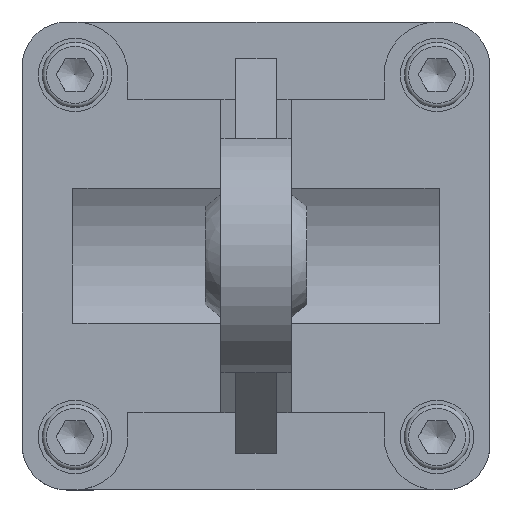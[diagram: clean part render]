
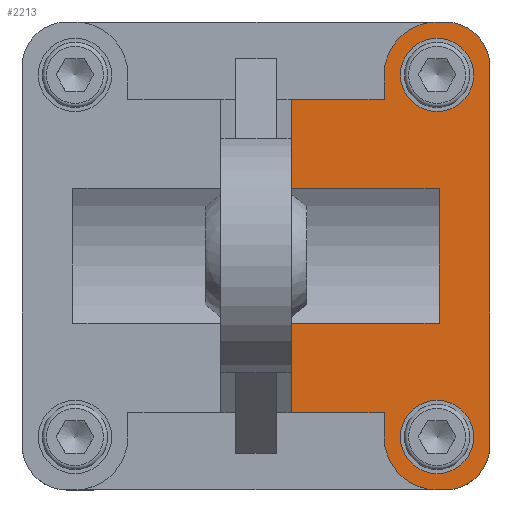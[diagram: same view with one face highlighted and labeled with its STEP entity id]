
A CAD part, top view. The second image highlights one B-rep face of the part: STEP entity #2213.
In plain terms, the highlighted planar face has unit normal (0, 0, 1).
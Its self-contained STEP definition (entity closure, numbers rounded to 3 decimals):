
#64=FACE_BOUND('',#289,.T.);
#65=FACE_BOUND('',#290,.T.);
#92=PLANE('',#2360);
#167=FACE_OUTER_BOUND('',#288,.T.);
#288=EDGE_LOOP('',(#1430,#1431,#1432,#1433,#1434,#1435,#1436,#1437,#1438,
#1439,#1440,#1441,#1442,#1443,#1444,#1445));
#289=EDGE_LOOP('',(#1446,#1447));
#290=EDGE_LOOP('',(#1448,#1449));
#434=LINE('',#3263,#598);
#435=LINE('',#3266,#599);
#436=LINE('',#3268,#600);
#437=LINE('',#3271,#601);
#438=LINE('',#3273,#602);
#439=LINE('',#3275,#603);
#440=LINE('',#3279,#604);
#441=LINE('',#3283,#605);
#442=LINE('',#3287,#606);
#443=LINE('',#3291,#607);
#444=LINE('',#3293,#608);
#445=LINE('',#3294,#609);
#598=VECTOR('',#2607,10.);
#599=VECTOR('',#2610,10.);
#600=VECTOR('',#2613,10.);
#601=VECTOR('',#2616,10.);
#602=VECTOR('',#2617,10.);
#603=VECTOR('',#2618,10.);
#604=VECTOR('',#2621,10.);
#605=VECTOR('',#2624,10.);
#606=VECTOR('',#2627,10.);
#607=VECTOR('',#2630,10.);
#608=VECTOR('',#2631,10.);
#609=VECTOR('',#2632,10.);
#764=CIRCLE('',#2361,13.);
#765=CIRCLE('',#2362,11.);
#766=CIRCLE('',#2363,11.);
#767=CIRCLE('',#2364,13.);
#768=CIRCLE('',#2365,9.);
#769=CIRCLE('',#2366,9.);
#770=CIRCLE('',#2367,9.);
#771=CIRCLE('',#2368,9.);
#886=VERTEX_POINT('',#3259);
#887=VERTEX_POINT('',#3260);
#888=VERTEX_POINT('',#3262);
#889=VERTEX_POINT('',#3264);
#890=VERTEX_POINT('',#3270);
#891=VERTEX_POINT('',#3272);
#892=VERTEX_POINT('',#3274);
#893=VERTEX_POINT('',#3276);
#894=VERTEX_POINT('',#3278);
#895=VERTEX_POINT('',#3280);
#896=VERTEX_POINT('',#3282);
#897=VERTEX_POINT('',#3284);
#898=VERTEX_POINT('',#3286);
#899=VERTEX_POINT('',#3288);
#900=VERTEX_POINT('',#3290);
#901=VERTEX_POINT('',#3292);
#902=VERTEX_POINT('',#3295);
#903=VERTEX_POINT('',#3296);
#904=VERTEX_POINT('',#3299);
#905=VERTEX_POINT('',#3300);
#1109=EDGE_CURVE('',#888,#886,#434,.T.);
#1111=EDGE_CURVE('',#887,#889,#435,.T.);
#1112=EDGE_CURVE('',#889,#888,#436,.T.);
#1113=EDGE_CURVE('',#886,#890,#437,.T.);
#1114=EDGE_CURVE('',#890,#891,#438,.T.);
#1115=EDGE_CURVE('',#891,#892,#439,.T.);
#1116=EDGE_CURVE('',#892,#893,#764,.T.);
#1117=EDGE_CURVE('',#894,#893,#440,.T.);
#1118=EDGE_CURVE('',#895,#894,#765,.T.);
#1119=EDGE_CURVE('',#896,#895,#441,.T.);
#1120=EDGE_CURVE('',#897,#896,#766,.T.);
#1121=EDGE_CURVE('',#898,#897,#442,.T.);
#1122=EDGE_CURVE('',#898,#899,#767,.T.);
#1123=EDGE_CURVE('',#899,#900,#443,.T.);
#1124=EDGE_CURVE('',#900,#901,#444,.T.);
#1125=EDGE_CURVE('',#901,#887,#445,.T.);
#1126=EDGE_CURVE('',#902,#903,#768,.T.);
#1127=EDGE_CURVE('',#903,#902,#769,.T.);
#1128=EDGE_CURVE('',#904,#905,#770,.T.);
#1129=EDGE_CURVE('',#905,#904,#771,.T.);
#1430=ORIENTED_EDGE('',*,*,#1111,.T.);
#1431=ORIENTED_EDGE('',*,*,#1112,.T.);
#1432=ORIENTED_EDGE('',*,*,#1109,.T.);
#1433=ORIENTED_EDGE('',*,*,#1113,.T.);
#1434=ORIENTED_EDGE('',*,*,#1114,.T.);
#1435=ORIENTED_EDGE('',*,*,#1115,.T.);
#1436=ORIENTED_EDGE('',*,*,#1116,.T.);
#1437=ORIENTED_EDGE('',*,*,#1117,.F.);
#1438=ORIENTED_EDGE('',*,*,#1118,.F.);
#1439=ORIENTED_EDGE('',*,*,#1119,.F.);
#1440=ORIENTED_EDGE('',*,*,#1120,.F.);
#1441=ORIENTED_EDGE('',*,*,#1121,.F.);
#1442=ORIENTED_EDGE('',*,*,#1122,.T.);
#1443=ORIENTED_EDGE('',*,*,#1123,.T.);
#1444=ORIENTED_EDGE('',*,*,#1124,.T.);
#1445=ORIENTED_EDGE('',*,*,#1125,.T.);
#1446=ORIENTED_EDGE('',*,*,#1126,.T.);
#1447=ORIENTED_EDGE('',*,*,#1127,.T.);
#1448=ORIENTED_EDGE('',*,*,#1128,.T.);
#1449=ORIENTED_EDGE('',*,*,#1129,.T.);
#2213=ADVANCED_FACE('',(#167,#64,#65),#92,.T.);
#2360=AXIS2_PLACEMENT_3D('',#3269,#2614,#2615);
#2361=AXIS2_PLACEMENT_3D('',#3277,#2619,#2620);
#2362=AXIS2_PLACEMENT_3D('',#3281,#2622,#2623);
#2363=AXIS2_PLACEMENT_3D('',#3285,#2625,#2626);
#2364=AXIS2_PLACEMENT_3D('',#3289,#2628,#2629);
#2365=AXIS2_PLACEMENT_3D('',#3297,#2633,#2634);
#2366=AXIS2_PLACEMENT_3D('',#3298,#2635,#2636);
#2367=AXIS2_PLACEMENT_3D('',#3301,#2637,#2638);
#2368=AXIS2_PLACEMENT_3D('',#3302,#2639,#2640);
#2607=DIRECTION('',(-1.,0.,0.));
#2610=DIRECTION('',(1.,0.,0.));
#2613=DIRECTION('',(0.,-1.,0.));
#2614=DIRECTION('center_axis',(0.,0.,1.));
#2615=DIRECTION('ref_axis',(-1.,0.,0.));
#2616=DIRECTION('',(0.,-1.,0.));
#2617=DIRECTION('',(1.,0.,0.));
#2618=DIRECTION('',(0.,-1.,0.));
#2619=DIRECTION('center_axis',(0.,0.,1.));
#2620=DIRECTION('ref_axis',(1.,0.,0.));
#2621=DIRECTION('',(-1.,0.,0.));
#2622=DIRECTION('center_axis',(0.,0.,-1.));
#2623=DIRECTION('ref_axis',(0.707,-0.707,0.));
#2624=DIRECTION('',(0.,-1.,0.));
#2625=DIRECTION('center_axis',(0.,0.,-1.));
#2626=DIRECTION('ref_axis',(0.707,0.707,0.));
#2627=DIRECTION('',(1.,0.,0.));
#2628=DIRECTION('center_axis',(0.,0.,1.));
#2629=DIRECTION('ref_axis',(1.,0.,0.));
#2630=DIRECTION('',(0.,-1.,0.));
#2631=DIRECTION('',(-1.,0.,0.));
#2632=DIRECTION('',(0.,-1.,0.));
#2633=DIRECTION('center_axis',(0.,0.,-1.));
#2634=DIRECTION('ref_axis',(-1.,0.,0.));
#2635=DIRECTION('center_axis',(0.,0.,-1.));
#2636=DIRECTION('ref_axis',(-1.,0.,0.));
#2637=DIRECTION('center_axis',(0.,0.,-1.));
#2638=DIRECTION('ref_axis',(-1.,0.,0.));
#2639=DIRECTION('center_axis',(0.,0.,-1.));
#2640=DIRECTION('ref_axis',(-1.,0.,0.));
#3259=CARTESIAN_POINT('',(8.65,-16.583,16.));
#3260=CARTESIAN_POINT('',(8.65,16.583,16.));
#3262=CARTESIAN_POINT('',(45.,-16.583,16.));
#3263=CARTESIAN_POINT('',(45.,-16.583,16.));
#3264=CARTESIAN_POINT('',(45.,16.583,16.));
#3266=CARTESIAN_POINT('',(45.,16.583,16.));
#3268=CARTESIAN_POINT('',(45.,0.,16.));
#3269=CARTESIAN_POINT('Origin',(0.,0.,
16.));
#3270=CARTESIAN_POINT('',(8.65,-38.5,16.));
#3271=CARTESIAN_POINT('',(8.65,0.,16.));
#3272=CARTESIAN_POINT('',(31.5,-38.5,16.));
#3273=CARTESIAN_POINT('',(15.75,-38.5,16.));
#3274=CARTESIAN_POINT('',(31.5,-44.5,16.));
#3275=CARTESIAN_POINT('',(31.5,-22.25,16.));
#3276=CARTESIAN_POINT('',(44.5,-57.5,16.));
#3277=CARTESIAN_POINT('Origin',(44.5,-44.5,16.));
#3278=CARTESIAN_POINT('',(46.5,-57.5,16.));
#3279=CARTESIAN_POINT('',(-57.5,-57.5,16.));
#3280=CARTESIAN_POINT('',(57.5,-46.5,16.));
#3281=CARTESIAN_POINT('Origin',(46.5,-46.5,16.));
#3282=CARTESIAN_POINT('',(57.5,46.5,16.));
#3283=CARTESIAN_POINT('',(57.5,-57.5,16.));
#3284=CARTESIAN_POINT('',(46.5,57.5,16.));
#3285=CARTESIAN_POINT('Origin',(46.5,46.5,16.));
#3286=CARTESIAN_POINT('',(44.5,57.5,16.));
#3287=CARTESIAN_POINT('',(57.5,57.5,16.));
#3288=CARTESIAN_POINT('',(31.5,44.5,16.));
#3289=CARTESIAN_POINT('Origin',(44.5,44.5,16.));
#3290=CARTESIAN_POINT('',(31.5,38.5,16.));
#3291=CARTESIAN_POINT('',(31.5,22.25,16.));
#3292=CARTESIAN_POINT('',(8.65,38.5,16.));
#3293=CARTESIAN_POINT('',(15.75,38.5,16.));
#3294=CARTESIAN_POINT('',(8.65,0.,16.));
#3295=CARTESIAN_POINT('',(35.5,-44.5,16.));
#3296=CARTESIAN_POINT('',(53.5,-44.5,16.));
#3297=CARTESIAN_POINT('Origin',(44.5,-44.5,16.));
#3298=CARTESIAN_POINT('Origin',(44.5,-44.5,16.));
#3299=CARTESIAN_POINT('',(35.5,44.5,16.));
#3300=CARTESIAN_POINT('',(53.5,44.5,16.));
#3301=CARTESIAN_POINT('Origin',(44.5,44.5,16.));
#3302=CARTESIAN_POINT('Origin',(44.5,44.5,16.));
